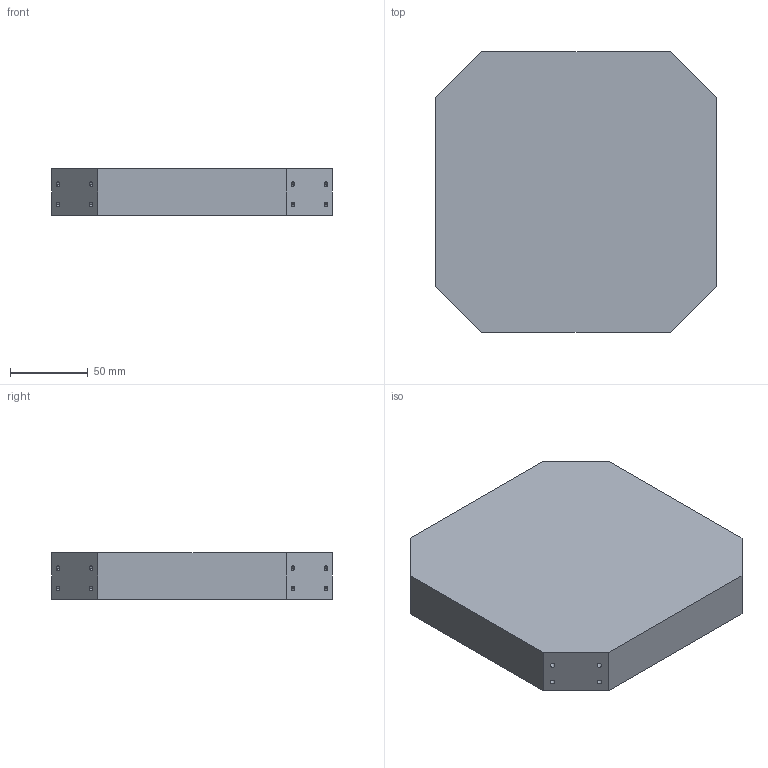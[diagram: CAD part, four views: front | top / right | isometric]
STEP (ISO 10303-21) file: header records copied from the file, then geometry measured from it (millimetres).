
FILE_DESCRIPTION (( 'STEP AP203' ), '1' );
FILE_NAME ('Part1drone_Default_sldprt.STEP', '2024-08-11T02:32:58', ( '' ), ( '' ), 'SwSTEP 2.0', 'SolidWorks 2024', '' );
FILE_SCHEMA (( 'CONFIG_CONTROL_DESIGN' ));
Length unit declared in the file: millimetre
Products named in the file (1): Part1drone_Default_sldprt
Bounding box: 180 x 180 x 30 mm (x, y, z)
Volume: 267724.6 mm3; surface area: 97208.3 mm2
Topology: 1 solids, 1 shells, 87 faces, 220 edges, 136 vertices
Faces by surface type: cone 32, cylinder 32, plane 23
Entity records: 2755 total; most frequent: DIRECTION 492, CARTESIAN_POINT 444, ORIENTED_EDGE 440, EDGE_CURVE 220, AXIS2_PLACEMENT_3D 184, VERTEX_POINT 136, VECTOR 124, LINE 124
